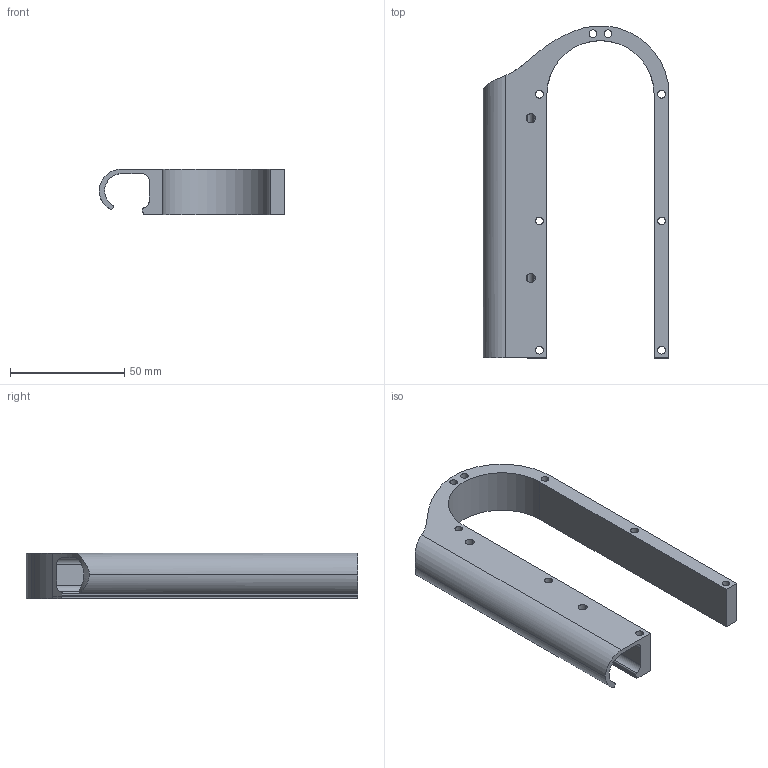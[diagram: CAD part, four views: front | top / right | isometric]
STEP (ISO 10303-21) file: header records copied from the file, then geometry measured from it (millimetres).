
FILE_DESCRIPTION (( 'STEP AP214' ), '1' );
FILE_NAME ('J2 Arm Cover Spacer Lower.STEP', '2023-04-17T02:45:20', ( '' ), ( '' ), 'SwSTEP 2.0', 'SolidWorks 2021', '' );
FILE_SCHEMA (( 'AUTOMOTIVE_DESIGN' ));
Length unit declared in the file: millimetre
Products named in the file (1): J2 Arm Cover Spacer Lower
Bounding box: 81.46 x 145.39 x 20.05 mm (x, y, z)
Volume: 49871.8 mm3; surface area: 27652.3 mm2
Topology: 1 solids, 1 shells, 54 faces, 157 edges, 103 vertices
Faces by surface type: cylinder 35, plane 13, bspline 6
Entity records: 2180 total; most frequent: CARTESIAN_POINT 694, ORIENTED_EDGE 314, DIRECTION 288, EDGE_CURVE 157, AXIS2_PLACEMENT_3D 107, VERTEX_POINT 103, VECTOR 74, LINE 74
